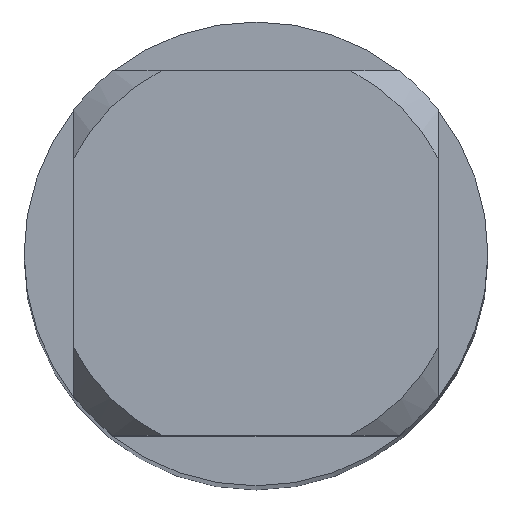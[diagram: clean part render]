
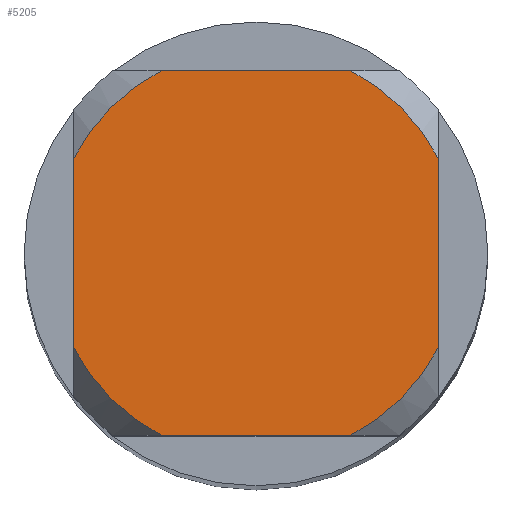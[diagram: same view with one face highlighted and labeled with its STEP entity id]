
A CAD part, top view. The second image highlights one B-rep face of the part: STEP entity #5205.
In plain terms, the highlighted planar face has unit normal (0, 0, 1).
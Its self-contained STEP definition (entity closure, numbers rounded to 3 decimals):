
#2471=EDGE_CURVE('',#3167,#6283,#6730,.T.);
#2483=VERTEX_POINT('',#6742);
#2653=VERTEX_POINT('',#6930);
#2693=VERTEX_POINT('',#6974);
#3009=VERTEX_POINT('',#7323);
#3167=VERTEX_POINT('',#7492);
#3303=EDGE_CURVE('',#6309,#2483,#7642,.T.);
#3339=EDGE_CURVE('',#3167,#5413,#7681,.T.);
#3519=EDGE_CURVE('',#2693,#5413,#7874,.T.);
#3731=EDGE_CURVE('',#2653,#6283,#8109,.T.);
#4073=EDGE_CURVE('',#6309,#3009,#8476,.T.);
#4429=EDGE_CURVE('',#2653,#2483,#8867,.T.);
#4707=EDGE_CURVE('',#2693,#3009,#9164,.T.);
#5205=ADVANCED_FACE('',(#9711),#9712,.T.);
#5413=VERTEX_POINT('',#9936);
#6283=VERTEX_POINT('',#10880);
#6309=VERTEX_POINT('',#10908);
#6730=CIRCLE('',#11880,3.1);
#6742=CARTESIAN_POINT('',(-1.431,2.75,0.0));
#6930=CARTESIAN_POINT('',(-2.75,1.431,0.0));
#6974=CARTESIAN_POINT('',(2.75,-1.431,0.0));
#7323=CARTESIAN_POINT('',(2.75,1.431,0.0));
#7492=CARTESIAN_POINT('',(-1.431,-2.75,0.0));
#7642=LINE('',#14263,#14264);
#7681=LINE('',#14346,#14347);
#7874=CIRCLE('',#14783,3.1);
#8109=LINE('',#15329,#15330);
#8476=CIRCLE('',#16518,3.1);
#8867=CIRCLE('',#17981,3.1);
#9164=LINE('',#18759,#18760);
#9711=FACE_OUTER_BOUND('',#20342,.T.);
#9712=PLANE('',#20343);
#9936=CARTESIAN_POINT('',(1.431,-2.75,0.0));
#10880=CARTESIAN_POINT('',(-2.75,-1.431,0.0));
#10908=CARTESIAN_POINT('',(1.431,2.75,0.0));
#11880=AXIS2_PLACEMENT_3D('',#24198,#24199,#24200);
#14263=CARTESIAN_POINT('',(0.0,2.75,0.0));
#14264=VECTOR('',#25288,1.0);
#14346=CARTESIAN_POINT('',(0.0,-2.75,0.0));
#14347=VECTOR('',#25327,1.0);
#14783=AXIS2_PLACEMENT_3D('',#25534,#25535,#25536);
#15329=CARTESIAN_POINT('',(-2.75,0.775,0.0));
#15330=VECTOR('',#25794,1.0);
#16518=AXIS2_PLACEMENT_3D('',#26267,#26268,#26269);
#17981=AXIS2_PLACEMENT_3D('',#26671,#26672,#26673);
#18759=CARTESIAN_POINT('',(2.75,0.775,0.0));
#18760=VECTOR('',#26913,1.0);
#20342=EDGE_LOOP('',(#27483,#27484,#27485,#27486,#27487,#27488,#27489,#27490));
#20343=AXIS2_PLACEMENT_3D('',#27491,#27492,#27493);
#24198=CARTESIAN_POINT('',(0.0,0.0,0.0));
#24199=DIRECTION('',(0.0,0.0,-1.0));
#24200=DIRECTION('',(0.0,1.0,0.0));
#25288=DIRECTION('',(-1.0,0.0,0.0));
#25327=DIRECTION('',(1.0,0.0,0.0));
#25534=CARTESIAN_POINT('',(0.0,0.0,0.0));
#25535=DIRECTION('',(0.0,0.0,-1.0));
#25536=DIRECTION('',(0.0,1.0,0.0));
#25794=DIRECTION('',(-0.0,-1.0,0.0));
#26267=CARTESIAN_POINT('',(0.0,0.0,0.0));
#26268=DIRECTION('',(0.0,0.0,-1.0));
#26269=DIRECTION('',(0.0,1.0,0.0));
#26671=CARTESIAN_POINT('',(0.0,0.0,0.0));
#26672=DIRECTION('',(0.0,0.0,-1.0));
#26673=DIRECTION('',(0.0,1.0,0.0));
#26913=DIRECTION('',(-0.0,1.0,0.0));
#27483=ORIENTED_EDGE('',*,*,#3731,.T.);
#27484=ORIENTED_EDGE('',*,*,#2471,.F.);
#27485=ORIENTED_EDGE('',*,*,#3339,.T.);
#27486=ORIENTED_EDGE('',*,*,#3519,.F.);
#27487=ORIENTED_EDGE('',*,*,#4707,.T.);
#27488=ORIENTED_EDGE('',*,*,#4073,.F.);
#27489=ORIENTED_EDGE('',*,*,#3303,.T.);
#27490=ORIENTED_EDGE('',*,*,#4429,.F.);
#27491=CARTESIAN_POINT('',(0.0,1.55,0.0));
#27492=DIRECTION('',(-0.0,0.0,1.0));
#27493=DIRECTION('',(0.0,-1.0,0.0));
